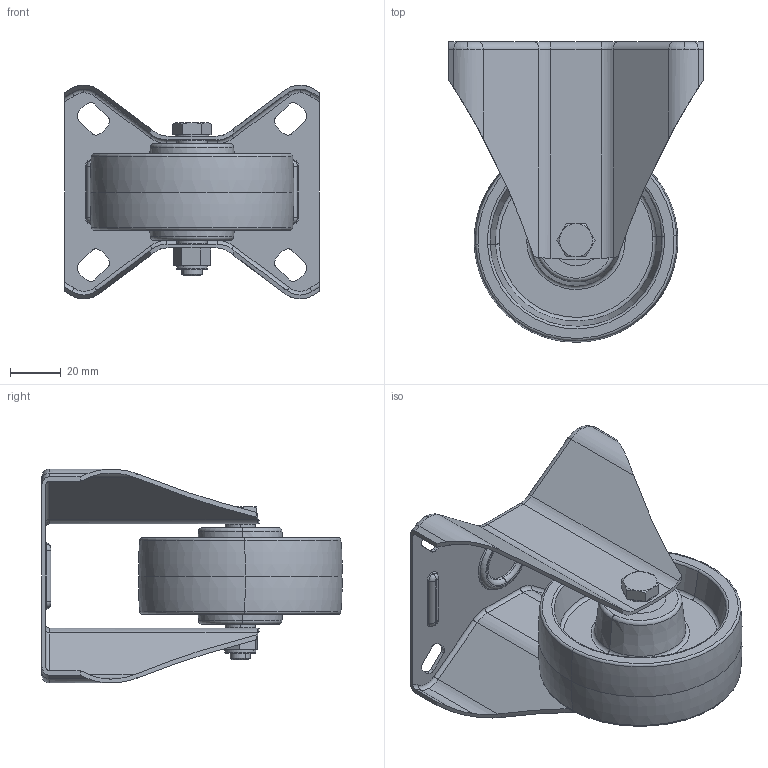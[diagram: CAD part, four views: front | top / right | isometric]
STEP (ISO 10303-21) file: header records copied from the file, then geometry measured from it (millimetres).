
FILE_DESCRIPTION (( 'STEP AP214' ), '1' );
FILE_NAME ('0031085_B-IV-PALK-100-R-3-EC_(A-01).step', '2019-01-31T11:21:51', ( '' ), ( '' ), 'SwSTEP 2.0', 'SolidWorks 2018', '' );
FILE_SCHEMA (( 'AUTOMOTIVE_DESIGN' ));
Length unit declared in the file: millimetre
Products named in the file (1): 0031085_B-IV-PALK-100-R-3-EC_(A-01)
Bounding box: 100 x 118 x 84 mm (x, y, z)
Volume: 120241 mm3; surface area: 71747.6 mm2
Topology: 7 solids, 7 shells, 308 faces, 730 edges, 450 vertices
Faces by surface type: cylinder 116, torus 100, plane 76, cone 16
Entity records: 12672 total; most frequent: CARTESIAN_POINT 1845, DIRECTION 1706, ORIENTED_EDGE 1460, AXIS2_PLACEMENT_3D 731, EDGE_CURVE 730, VERTEX_POINT 450, CIRCLE 422, EDGE_LOOP 344
